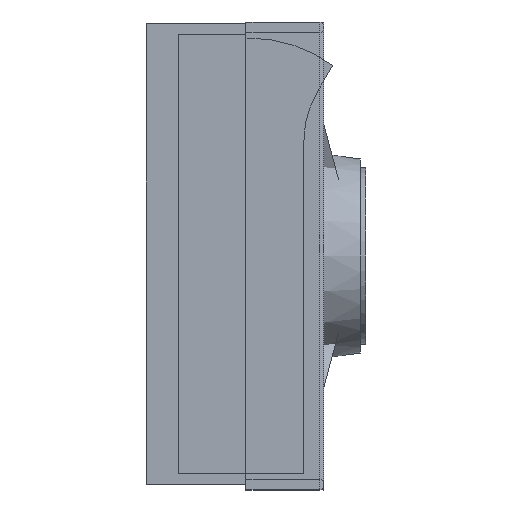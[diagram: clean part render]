
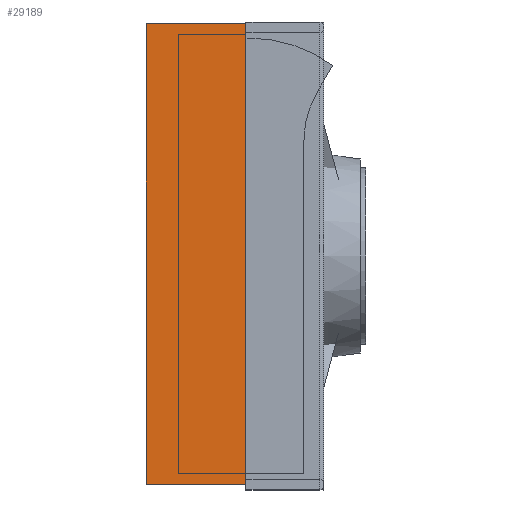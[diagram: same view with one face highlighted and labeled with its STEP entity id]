
A CAD part, left-side view. The second image highlights one B-rep face of the part: STEP entity #29189.
In plain terms, the highlighted planar face has unit normal (-1, 0, 0).
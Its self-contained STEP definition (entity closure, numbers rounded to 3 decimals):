
#3397=FACE_OUTER_BOUND('',#5032,.T.);
#5032=EDGE_LOOP('',(#26475,#26476,#26477,#26478));
#8222=LINE('',#49012,#11421);
#8225=LINE('',#49019,#11424);
#8231=LINE('',#49029,#11430);
#8232=LINE('',#49031,#11431);
#11421=VECTOR('',#39979,10.);
#11424=VECTOR('',#39984,10.);
#11430=VECTOR('',#39994,10.);
#11431=VECTOR('',#39997,10.);
#14070=VERTEX_POINT('',#49008);
#14072=VERTEX_POINT('',#49011);
#14074=VERTEX_POINT('',#49017);
#14075=VERTEX_POINT('',#49018);
#18202=EDGE_CURVE('',#14070,#14072,#8222,.F.);
#18205=EDGE_CURVE('',#14074,#14075,#8225,.T.);
#18211=EDGE_CURVE('',#14072,#14074,#8231,.F.);
#18212=EDGE_CURVE('',#14070,#14075,#8232,.T.);
#26475=ORIENTED_EDGE('',*,*,#18205,.F.);
#26476=ORIENTED_EDGE('',*,*,#18211,.F.);
#26477=ORIENTED_EDGE('',*,*,#18202,.F.);
#26478=ORIENTED_EDGE('',*,*,#18212,.T.);
#27602=PLANE('',#31911);
#29189=ADVANCED_FACE('',(#3397),#27602,.T.);
#31911=AXIS2_PLACEMENT_3D('',#49030,#39995,#39996);
#39979=DIRECTION('',(0.,0.,-1.));
#39984=DIRECTION('',(0.,0.,-1.));
#39994=DIRECTION('',(0.,1.,0.));
#39995=DIRECTION('center_axis',(-1.,0.,0.));
#39996=DIRECTION('ref_axis',(0.,0.,
-1.));
#39997=DIRECTION('',(0.,-1.,0.));
#49008=CARTESIAN_POINT('',(-25.,-12.7,0.));
#49011=CARTESIAN_POINT('',(-25.,-12.7,43.));
#49012=CARTESIAN_POINT('',(-25.,-12.7,21.5));
#49017=CARTESIAN_POINT('',(-25.,-22.,43.));
#49018=CARTESIAN_POINT('',(-25.,-22.,0.));
#49019=CARTESIAN_POINT('',(-25.,-22.,21.5));
#49029=CARTESIAN_POINT('',(-25.,-14.7,43.));
#49030=CARTESIAN_POINT('Origin',(-25.,-14.7,43.));
#49031=CARTESIAN_POINT('',(-25.,-14.7,0.));
